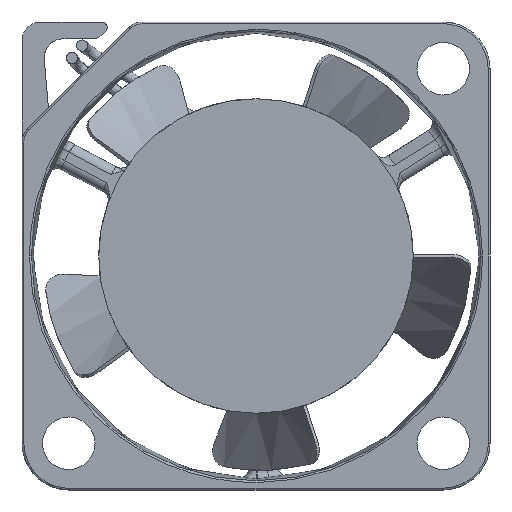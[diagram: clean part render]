
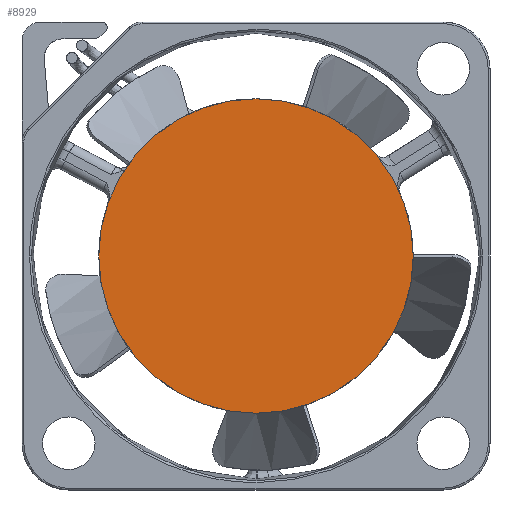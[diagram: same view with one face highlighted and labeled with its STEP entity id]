
A CAD part, front view. The second image highlights one B-rep face of the part: STEP entity #8929.
In plain terms, the highlighted planar face has unit normal (0, -1, 0).
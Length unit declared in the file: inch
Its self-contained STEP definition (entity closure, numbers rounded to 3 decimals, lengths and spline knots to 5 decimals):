
#262 = ORIENTED_EDGE ( 'NONE', *, *, #5083, .T. ) ;
#310 = CARTESIAN_POINT ( 'NONE',  ( 0., -0.3937, -0.33071 ) ) ;
#609 = DIRECTION ( 'NONE',  ( 0., 0., -1. ) ) ;
#929 = CARTESIAN_POINT ( 'NONE',  ( 0., -0.3937, 0. ) ) ;
#943 = DIRECTION ( 'NONE',  ( -1., 0., 0. ) ) ;
#1624 = CIRCLE ( 'NONE', #4969, 0.33071 ) ;
#2553 = VERTEX_POINT ( 'NONE', #7397 ) ;
#3550 = PLANE ( 'NONE',  #5388 ) ;
#3598 = DIRECTION ( 'NONE',  ( 0., -1., 0. ) ) ;
#4160 = VERTEX_POINT ( 'NONE', #310 ) ;
#4473 = DIRECTION ( 'NONE',  ( 0., 0., -1. ) ) ;
#4969 = AXIS2_PLACEMENT_3D ( 'NONE', #929, #3598, #4473 ) ;
#5083 = EDGE_CURVE ( 'NONE', #4160, #2553, #1624, .T. ) ;
#5388 = AXIS2_PLACEMENT_3D ( 'NONE', #9557, #8911, #943 ) ;
#6731 = CARTESIAN_POINT ( 'NONE',  ( 0., -0.3937, 0. ) ) ;
#6908 = ORIENTED_EDGE ( 'NONE', *, *, #7981, .T. ) ;
#7397 = CARTESIAN_POINT ( 'NONE',  ( 0., -0.3937, 0.33071 ) ) ;
#7981 = EDGE_CURVE ( 'NONE', #2553, #4160, #10064, .T. ) ;
#8911 = DIRECTION ( 'NONE',  ( 0., -1., 0. ) ) ;
#8929 = ADVANCED_FACE ( 'NONE', ( #9778 ), #3550, .T. ) ;
#9058 = EDGE_LOOP ( 'NONE', ( #262, #6908 ) ) ;
#9345 = DIRECTION ( 'NONE',  ( 0., -1., 0. ) ) ;
#9557 = CARTESIAN_POINT ( 'NONE',  ( 0., -0.3937, 0. ) ) ;
#9778 = FACE_OUTER_BOUND ( 'NONE', #9058, .T. ) ;
#10064 = CIRCLE ( 'NONE', #10775, 0.33071 ) ;
#10775 = AXIS2_PLACEMENT_3D ( 'NONE', #6731, #9345, #609 ) ;
